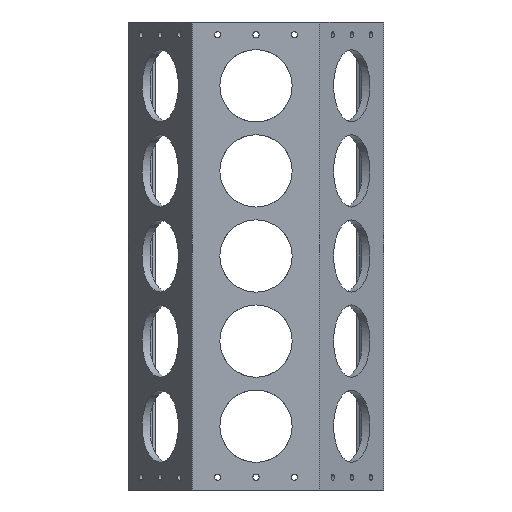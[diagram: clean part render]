
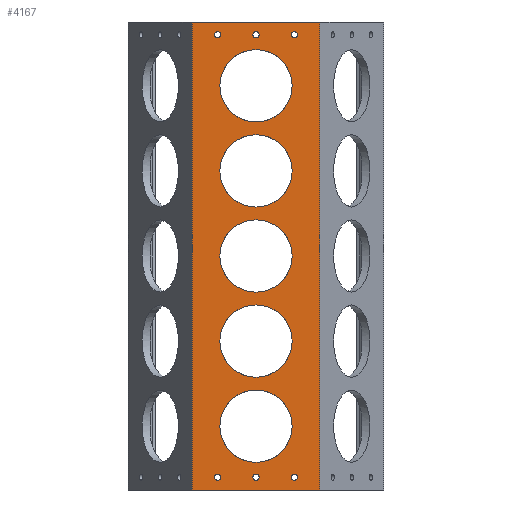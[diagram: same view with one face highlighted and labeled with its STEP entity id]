
A CAD part, left-side view. The second image highlights one B-rep face of the part: STEP entity #4167.
In plain terms, the highlighted planar face has unit normal (-1, 0, 0).
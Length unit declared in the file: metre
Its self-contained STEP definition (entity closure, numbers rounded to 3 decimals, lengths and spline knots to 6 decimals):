
#317=FACE_BOUND('',#814,.T.);
#318=FACE_BOUND('',#815,.T.);
#319=FACE_BOUND('',#816,.T.);
#320=FACE_BOUND('',#817,.T.);
#321=FACE_BOUND('',#818,.T.);
#322=FACE_BOUND('',#819,.T.);
#323=FACE_BOUND('',#820,.T.);
#324=FACE_BOUND('',#821,.T.);
#325=FACE_BOUND('',#822,.T.);
#326=FACE_BOUND('',#823,.T.);
#327=FACE_BOUND('',#824,.T.);
#485=CIRCLE('',#4492,0.00075);
#486=CIRCLE('',#4493,0.00075);
#487=CIRCLE('',#4494,0.00075);
#488=CIRCLE('',#4495,0.00075);
#489=CIRCLE('',#4496,0.00075);
#490=CIRCLE('',#4497,0.00075);
#491=CIRCLE('',#4498,0.0085);
#492=CIRCLE('',#4499,0.0085);
#493=CIRCLE('',#4500,0.0085);
#494=CIRCLE('',#4501,0.0085);
#495=CIRCLE('',#4502,0.0085);
#579=FACE_OUTER_BOUND('',#813,.T.);
#813=EDGE_LOOP('',(#3083,#3084,#3085,#3086));
#814=EDGE_LOOP('',(#3087));
#815=EDGE_LOOP('',(#3088));
#816=EDGE_LOOP('',(#3089));
#817=EDGE_LOOP('',(#3090));
#818=EDGE_LOOP('',(#3091));
#819=EDGE_LOOP('',(#3092));
#820=EDGE_LOOP('',(#3093));
#821=EDGE_LOOP('',(#3094));
#822=EDGE_LOOP('',(#3095));
#823=EDGE_LOOP('',(#3096));
#824=EDGE_LOOP('',(#3097));
#1117=LINE('',#6261,#1447);
#1134=LINE('',#6321,#1464);
#1159=LINE('',#6464,#1489);
#1160=LINE('',#6488,#1490);
#1447=VECTOR('',#5065,1.);
#1464=VECTOR('',#5120,1.);
#1489=VECTOR('',#5255,1.);
#1490=VECTOR('',#5280,1.);
#1837=VERTEX_POINT('',#6258);
#1838=VERTEX_POINT('',#6260);
#1861=VERTEX_POINT('',#6318);
#1862=VERTEX_POINT('',#6320);
#1937=VERTEX_POINT('',#6489);
#1938=VERTEX_POINT('',#6491);
#1939=VERTEX_POINT('',#6493);
#1940=VERTEX_POINT('',#6495);
#1941=VERTEX_POINT('',#6497);
#1942=VERTEX_POINT('',#6499);
#1943=VERTEX_POINT('',#6501);
#1944=VERTEX_POINT('',#6503);
#1945=VERTEX_POINT('',#6505);
#1946=VERTEX_POINT('',#6507);
#1947=VERTEX_POINT('',#6509);
#2273=EDGE_CURVE('',#1837,#1838,#1117,.T.);
#2308=EDGE_CURVE('',#1862,#1861,#1134,.T.);
#2384=EDGE_CURVE('',#1837,#1862,#1159,.T.);
#2396=EDGE_CURVE('',#1838,#1861,#1160,.T.);
#2397=EDGE_CURVE('',#1937,#1937,#485,.T.);
#2398=EDGE_CURVE('',#1938,#1938,#486,.T.);
#2399=EDGE_CURVE('',#1939,#1939,#487,.T.);
#2400=EDGE_CURVE('',#1940,#1940,#488,.T.);
#2401=EDGE_CURVE('',#1941,#1941,#489,.T.);
#2402=EDGE_CURVE('',#1942,#1942,#490,.T.);
#2403=EDGE_CURVE('',#1943,#1943,#491,.T.);
#2404=EDGE_CURVE('',#1944,#1944,#492,.T.);
#2405=EDGE_CURVE('',#1945,#1945,#493,.T.);
#2406=EDGE_CURVE('',#1946,#1946,#494,.T.);
#2407=EDGE_CURVE('',#1947,#1947,#495,.T.);
#3083=ORIENTED_EDGE('',*,*,#2308,.T.);
#3084=ORIENTED_EDGE('',*,*,#2396,.F.);
#3085=ORIENTED_EDGE('',*,*,#2273,.F.);
#3086=ORIENTED_EDGE('',*,*,#2384,.T.);
#3087=ORIENTED_EDGE('',*,*,#2397,.T.);
#3088=ORIENTED_EDGE('',*,*,#2398,.T.);
#3089=ORIENTED_EDGE('',*,*,#2399,.T.);
#3090=ORIENTED_EDGE('',*,*,#2400,.T.);
#3091=ORIENTED_EDGE('',*,*,#2401,.T.);
#3092=ORIENTED_EDGE('',*,*,#2402,.T.);
#3093=ORIENTED_EDGE('',*,*,#2403,.F.);
#3094=ORIENTED_EDGE('',*,*,#2404,.F.);
#3095=ORIENTED_EDGE('',*,*,#2405,.F.);
#3096=ORIENTED_EDGE('',*,*,#2406,.F.);
#3097=ORIENTED_EDGE('',*,*,#2407,.F.);
#4081=PLANE('',#4491);
#4167=ADVANCED_FACE('',(#579,#317,#318,#319,#320,#321,#322,#323,#324,#325,
#326,#327),#4081,.F.);
#4491=AXIS2_PLACEMENT_3D('',#6487,#5278,#5279);
#4492=AXIS2_PLACEMENT_3D('',#6490,#5281,#5282);
#4493=AXIS2_PLACEMENT_3D('',#6492,#5283,#5284);
#4494=AXIS2_PLACEMENT_3D('',#6494,#5285,#5286);
#4495=AXIS2_PLACEMENT_3D('',#6496,#5287,#5288);
#4496=AXIS2_PLACEMENT_3D('',#6498,#5289,#5290);
#4497=AXIS2_PLACEMENT_3D('',#6500,#5291,#5292);
#4498=AXIS2_PLACEMENT_3D('',#6502,#5293,#5294);
#4499=AXIS2_PLACEMENT_3D('',#6504,#5295,#5296);
#4500=AXIS2_PLACEMENT_3D('',#6506,#5297,#5298);
#4501=AXIS2_PLACEMENT_3D('',#6508,#5299,#5300);
#4502=AXIS2_PLACEMENT_3D('',#6510,#5301,#5302);
#5065=DIRECTION('',(0.,-1.,0.));
#5120=DIRECTION('',(0.,-1.,0.));
#5255=DIRECTION('',(0.,0.,-1.));
#5278=DIRECTION('center_axis',(1.,0.,0.));
#5279=DIRECTION('ref_axis',(0.,1.,0.));
#5280=DIRECTION('',(0.,0.,-1.));
#5281=DIRECTION('center_axis',(1.,0.,0.));
#5282=DIRECTION('ref_axis',(0.,1.,0.));
#5283=DIRECTION('center_axis',(1.,0.,0.));
#5284=DIRECTION('ref_axis',(0.,1.,0.));
#5285=DIRECTION('center_axis',(1.,0.,0.));
#5286=DIRECTION('ref_axis',(0.,1.,0.));
#5287=DIRECTION('center_axis',(1.,0.,0.));
#5288=DIRECTION('ref_axis',(0.,1.,0.));
#5289=DIRECTION('center_axis',(1.,0.,0.));
#5290=DIRECTION('ref_axis',(0.,1.,0.));
#5291=DIRECTION('center_axis',(1.,0.,0.));
#5292=DIRECTION('ref_axis',(0.,1.,0.));
#5293=DIRECTION('center_axis',(-1.,0.,0.));
#5294=DIRECTION('ref_axis',(0.,-1.,0.));
#5295=DIRECTION('center_axis',(-1.,0.,0.));
#5296=DIRECTION('ref_axis',(0.,-1.,0.));
#5297=DIRECTION('center_axis',(-1.,0.,0.));
#5298=DIRECTION('ref_axis',(0.,-1.,0.));
#5299=DIRECTION('center_axis',(-1.,0.,0.));
#5300=DIRECTION('ref_axis',(0.,-1.,0.));
#5301=DIRECTION('center_axis',(-1.,0.,0.));
#5302=DIRECTION('ref_axis',(0.,-1.,0.));
#6258=CARTESIAN_POINT('',(-0.026,0.015011,0.11));
#6260=CARTESIAN_POINT('',(-0.026,-0.015011,0.11));
#6261=CARTESIAN_POINT('',(-0.026,0.,0.11));
#6318=CARTESIAN_POINT('',(-0.026,-0.015011,0.));
#6320=CARTESIAN_POINT('',(-0.026,0.015011,0.));
#6321=CARTESIAN_POINT('',(-0.026,0.,0.));
#6464=CARTESIAN_POINT('',(-0.026,0.015011,0.11));
#6487=CARTESIAN_POINT('Origin',(-0.026,0.,0.11));
#6488=CARTESIAN_POINT('',(-0.026,-0.015011,0.11));
#6489=CARTESIAN_POINT('',(-0.026,0.,0.10775));
#6490=CARTESIAN_POINT('Origin',(-0.026,0.,0.107));
#6491=CARTESIAN_POINT('',(-0.026,0.009011,0.10775));
#6492=CARTESIAN_POINT('Origin',(-0.026,0.009011,0.107));
#6493=CARTESIAN_POINT('',(-0.026,-0.009011,0.00375));
#6494=CARTESIAN_POINT('Origin',(-0.026,-0.009011,0.003));
#6495=CARTESIAN_POINT('',(-0.026,0.,0.00375));
#6496=CARTESIAN_POINT('Origin',(-0.026,0.,0.003));
#6497=CARTESIAN_POINT('',(-0.026,0.009011,0.00375));
#6498=CARTESIAN_POINT('Origin',(-0.026,0.009011,0.003));
#6499=CARTESIAN_POINT('',(-0.026,-0.009011,0.10775));
#6500=CARTESIAN_POINT('Origin',(-0.026,-0.009011,0.107));
#6501=CARTESIAN_POINT('',(-0.026,0.0085,0.095));
#6502=CARTESIAN_POINT('Origin',(-0.026,0.,0.095));
#6503=CARTESIAN_POINT('',(-0.026,0.0085,0.075));
#6504=CARTESIAN_POINT('Origin',(-0.026,0.,0.075));
#6505=CARTESIAN_POINT('',(-0.026,0.0085,0.055));
#6506=CARTESIAN_POINT('Origin',(-0.026,0.,0.055));
#6507=CARTESIAN_POINT('',(-0.026,0.0085,0.035));
#6508=CARTESIAN_POINT('Origin',(-0.026,0.,0.035));
#6509=CARTESIAN_POINT('',(-0.026,0.0085,0.015));
#6510=CARTESIAN_POINT('Origin',(-0.026,0.,0.015));
